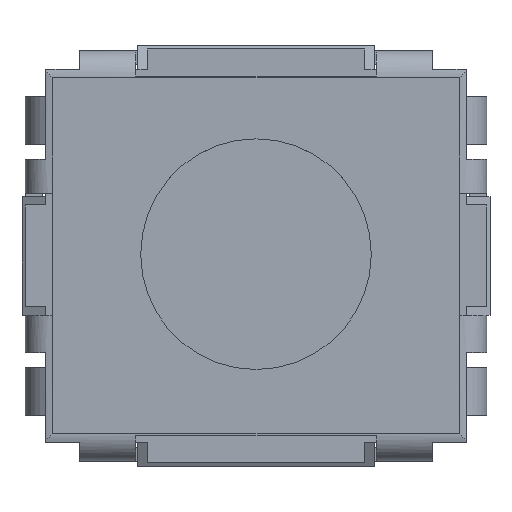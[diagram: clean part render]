
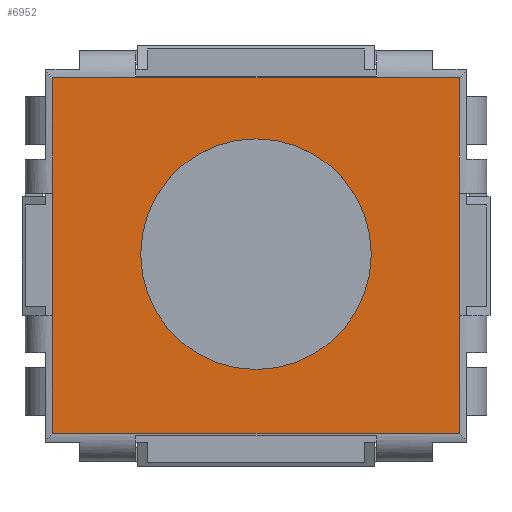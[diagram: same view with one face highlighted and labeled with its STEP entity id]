
A CAD part, top view. The second image highlights one B-rep face of the part: STEP entity #6952.
In plain terms, the highlighted planar face has unit normal (0, 0, 1).
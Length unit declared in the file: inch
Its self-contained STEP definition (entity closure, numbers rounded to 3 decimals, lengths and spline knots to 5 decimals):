
#6170=CARTESIAN_POINT('',(0.,-0.06594,0.10236));
#6171=VERTEX_POINT('',#6170);
#6172=CARTESIAN_POINT('',(0.,0.00098,0.10236));
#6173=DIRECTION('',(0.0,0.0,-1.0));
#6174=DIRECTION('',(0.0,1.0,0.0));
#6175=AXIS2_PLACEMENT_3D('',#6172,#6173,#6174);
#6176=CIRCLE('',#6175,0.06693);
#6177=EDGE_CURVE('',#6171,#6171,#6176,.T.);
#6292=CARTESIAN_POINT('',(0.11811,0.03642,0.10236));
#6293=VERTEX_POINT('',#6292);
#6300=CARTESIAN_POINT('',(0.11811,-0.03445,0.10236));
#6301=VERTEX_POINT('',#6300);
#6302=CARTESIAN_POINT('',(0.11811,-0.03445,0.10236));
#6303=DIRECTION('',(0.0,1.0,0.0));
#6304=VECTOR('',#6303,0.07087);
#6305=LINE('',#6302,#6304);
#6306=EDGE_CURVE('',#6301,#6293,#6305,.T.);
#6345=CARTESIAN_POINT('',(-0.11811,-0.03445,0.10236));
#6346=VERTEX_POINT('',#6345);
#6353=CARTESIAN_POINT('',(-0.11811,0.03642,0.10236));
#6354=VERTEX_POINT('',#6353);
#6355=CARTESIAN_POINT('',(-0.11811,0.03642,0.10236));
#6356=DIRECTION('',(0.0,-1.0,0.0));
#6357=VECTOR('',#6356,0.07087);
#6358=LINE('',#6355,#6357);
#6359=EDGE_CURVE('',#6354,#6346,#6358,.T.);
#6481=CARTESIAN_POINT('',(0.11811,0.10335,0.10236));
#6482=VERTEX_POINT('',#6481);
#6527=CARTESIAN_POINT('',(-0.11811,0.10335,0.10236));
#6528=VERTEX_POINT('',#6527);
#6536=CARTESIAN_POINT('',(-0.11811,0.10335,0.10236));
#6537=DIRECTION('',(1.0,0.0,0.0));
#6538=VECTOR('',#6537,0.23622);
#6539=LINE('',#6536,#6538);
#6540=EDGE_CURVE('',#6528,#6482,#6539,.T.);
#6716=CARTESIAN_POINT('',(0.11811,-0.10335,0.10236));
#6717=VERTEX_POINT('',#6716);
#6718=CARTESIAN_POINT('',(0.11811,-0.03445,0.10236));
#6719=DIRECTION('',(0.0,-1.0,0.0));
#6720=VECTOR('',#6719,0.0689);
#6721=LINE('',#6718,#6720);
#6722=EDGE_CURVE('',#6301,#6717,#6721,.T.);
#6805=CARTESIAN_POINT('',(-0.11811,0.03642,0.10236));
#6806=DIRECTION('',(0.0,1.0,0.0));
#6807=VECTOR('',#6806,0.06693);
#6808=LINE('',#6805,#6807);
#6809=EDGE_CURVE('',#6354,#6528,#6808,.T.);
#6821=CARTESIAN_POINT('',(-0.11811,-0.10335,0.10236));
#6822=VERTEX_POINT('',#6821);
#6848=CARTESIAN_POINT('',(0.11811,-0.10335,0.10236));
#6849=DIRECTION('',(-1.0,0.0,0.0));
#6850=VECTOR('',#6849,0.23622);
#6851=LINE('',#6848,#6850);
#6852=EDGE_CURVE('',#6717,#6822,#6851,.T.);
#6903=CARTESIAN_POINT('',(-0.11811,-0.10335,0.10236));
#6904=DIRECTION('',(0.0,1.0,0.0));
#6905=VECTOR('',#6904,0.0689);
#6906=LINE('',#6903,#6905);
#6907=EDGE_CURVE('',#6822,#6346,#6906,.T.);
#6929=CARTESIAN_POINT('',(0.13386,0.11909,0.10236));
#6930=DIRECTION('',(0.0,0.0,1.0));
#6931=DIRECTION('',(1.0,0.0,0.0));
#6932=AXIS2_PLACEMENT_3D('',#6929,#6930,#6931);
#6933=PLANE('',#6932);
#6934=CARTESIAN_POINT('',(0.11811,0.10335,0.10236));
#6935=DIRECTION('',(0.0,-1.0,0.0));
#6936=VECTOR('',#6935,0.06693);
#6937=LINE('',#6934,#6936);
#6938=EDGE_CURVE('',#6482,#6293,#6937,.T.);
#6939=ORIENTED_EDGE('',*,*,#6938,.F.);
#6940=ORIENTED_EDGE('',*,*,#6540,.F.);
#6941=ORIENTED_EDGE('',*,*,#6809,.F.);
#6942=ORIENTED_EDGE('',*,*,#6359,.T.);
#6943=ORIENTED_EDGE('',*,*,#6907,.F.);
#6944=ORIENTED_EDGE('',*,*,#6852,.F.);
#6945=ORIENTED_EDGE('',*,*,#6722,.F.);
#6946=ORIENTED_EDGE('',*,*,#6306,.T.);
#6947=EDGE_LOOP('',(#6939,#6940,#6941,#6942,#6943,#6944,#6945,#6946));
#6948=FACE_OUTER_BOUND('',#6947,.T.);
#6949=ORIENTED_EDGE('',*,*,#6177,.T.);
#6950=EDGE_LOOP('',(#6949));
#6951=FACE_BOUND('',#6950,.T.);
#6952=ADVANCED_FACE('',(#6948,#6951),#6933,.T.);
